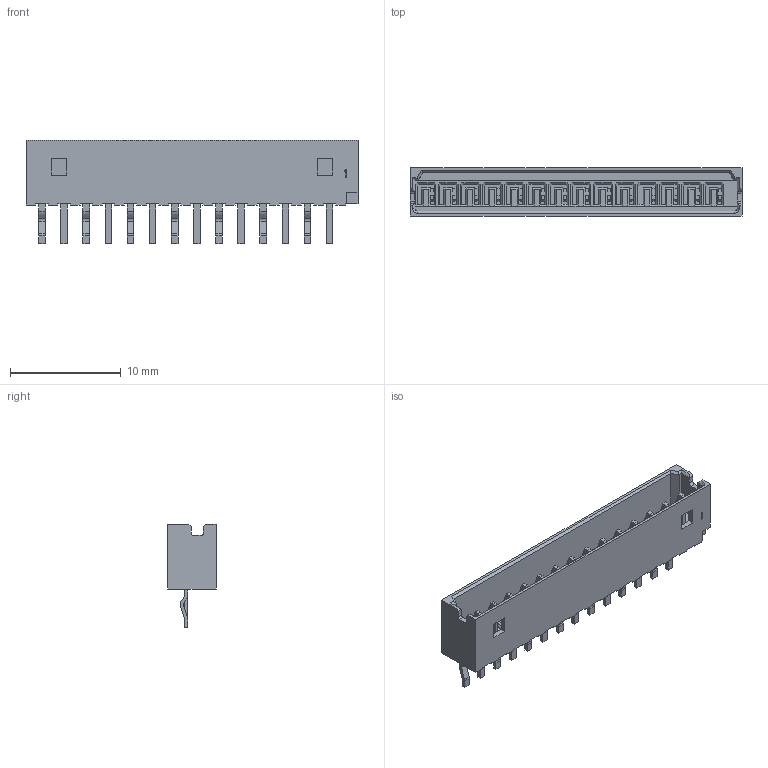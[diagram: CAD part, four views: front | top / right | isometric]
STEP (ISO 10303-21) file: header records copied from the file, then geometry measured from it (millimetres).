
FILE_DESCRIPTION((''),'2;1');
FILE_NAME('530141410','2014-02-27T',('me'),(''),'PRO/ENGINEER BY PARAMETRIC TECHNOLOGY CORPORATION, 2011490','PRO/ENGINEER BY PARAMETRIC TECHNOLOGY CORPORATION, 2011490','');
FILE_SCHEMA(('CONFIG_CONTROL_DESIGN'));
Length unit declared in the file: millimetre
Products named in the file (1): 530141410
Bounding box: 30 x 4.35 x 9.35 mm (x, y, z)
Volume: 342 mm3; surface area: 1179.2 mm2
Topology: 1 solids, 1 shells, 728 faces, 1909 edges, 1212 vertices
Faces by surface type: plane 678, cylinder 48, cone 2
Entity records: 21788 total; most frequent: CARTESIAN_POINT 3822, ORIENTED_EDGE 3762, DIRECTION 3493, EDGE_CURVE 1881, VECTOR 1783, LINE 1783, VERTEX_POINT 1184, AXIS2_PLACEMENT_3D 855
